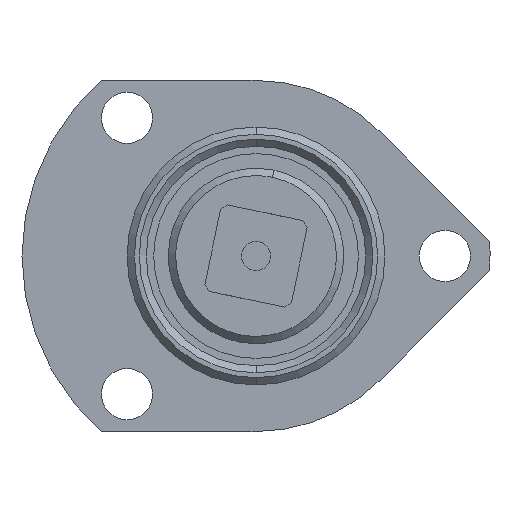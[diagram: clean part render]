
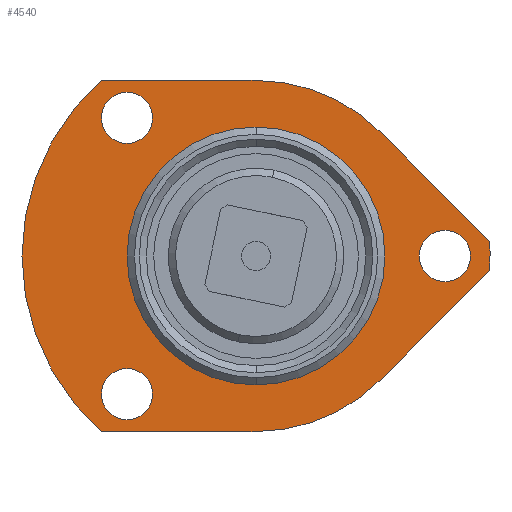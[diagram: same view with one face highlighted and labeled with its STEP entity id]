
A CAD part, left-side view. The second image highlights one B-rep face of the part: STEP entity #4540.
In plain terms, the highlighted planar face has unit normal (-1, 0, 0).
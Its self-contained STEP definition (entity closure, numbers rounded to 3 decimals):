
#84 = EDGE_CURVE ( 'NONE', #2968, #2553, #472, .T. ) ;
#141 = VERTEX_POINT ( 'NONE', #2624 ) ;
#148 = LINE ( 'NONE', #462, #2530 ) ;
#250 = AXIS2_PLACEMENT_3D ( 'NONE', #4096, #1827, #4479 ) ;
#262 = DIRECTION ( 'NONE',  ( 0., 0., -1. ) ) ;
#429 = VERTEX_POINT ( 'NONE', #2799 ) ;
#442 = AXIS2_PLACEMENT_3D ( 'NONE', #2024, #4674, #2404 ) ;
#462 = CARTESIAN_POINT ( 'NONE',  ( 0., 0., 19.05 ) ) ;
#472 = CIRCLE ( 'NONE', #4169, 2.778 ) ;
#501 = FACE_BOUND ( 'NONE', #2137, .T. ) ;
#504 = CIRCLE ( 'NONE', #442, 13.995 ) ;
#570 = CIRCLE ( 'NONE', #2520, 25.4 ) ;
#578 = CARTESIAN_POINT ( 'NONE',  ( 0., -13.47, -13.47 ) ) ;
#631 = LINE ( 'NONE', #1504, #751 ) ;
#716 = CARTESIAN_POINT ( 'NONE',  ( 0., 14., -15. ) ) ;
#751 = VECTOR ( 'NONE', #3775, 1000. ) ;
#780 = ORIENTED_EDGE ( 'NONE', *, *, #2877, .F. ) ;
#813 = DIRECTION ( 'NONE',  ( 1., 0., 0. ) ) ;
#824 = CARTESIAN_POINT ( 'NONE',  ( 0., -25.35, -1.591 ) ) ;
#835 = CARTESIAN_POINT ( 'NONE',  ( 0., -20.5, -2.778 ) ) ;
#869 = DIRECTION ( 'NONE',  ( -1., 0., 0. ) ) ;
#903 = CARTESIAN_POINT ( 'NONE',  ( 0., -20.5, 0. ) ) ;
#923 = AXIS2_PLACEMENT_3D ( 'NONE', #1652, #4310, #2039 ) ;
#968 = DIRECTION ( 'NONE',  ( 1., 0., 0. ) ) ;
#1092 = DIRECTION ( 'NONE',  ( 0., 0., 1. ) ) ;
#1174 = AXIS2_PLACEMENT_3D ( 'NONE', #903, #3546, #1280 ) ;
#1279 = CIRCLE ( 'NONE', #4149, 25.4 ) ;
#1280 = DIRECTION ( 'NONE',  ( 0., 0., 1. ) ) ;
#1289 = CARTESIAN_POINT ( 'NONE',  ( 0., 14., -17.778 ) ) ;
#1344 = DIRECTION ( 'NONE',  ( -1., 0., 0. ) ) ;
#1361 = VERTEX_POINT ( 'NONE', #2211 ) ;
#1449 = CIRCLE ( 'NONE', #3977, 2.778 ) ;
#1454 = EDGE_CURVE ( 'NONE', #2967, #3090, #3063, .T. ) ;
#1504 = CARTESIAN_POINT ( 'NONE',  ( 0., 0., -19.05 ) ) ;
#1515 = LINE ( 'NONE', #2733, #3648 ) ;
#1556 = CARTESIAN_POINT ( 'NONE',  ( 0., 14., 12.222 ) ) ;
#1577 = CARTESIAN_POINT ( 'NONE',  ( 0., 14., 15. ) ) ;
#1652 = CARTESIAN_POINT ( 'NONE',  ( 0., 14., 15. ) ) ;
#1749 = EDGE_LOOP ( 'NONE', ( #1786, #3818 ) ) ;
#1761 = CARTESIAN_POINT ( 'NONE',  ( 0., -25.35, 1.591 ) ) ;
#1786 = ORIENTED_EDGE ( 'NONE', *, *, #4866, .F. ) ;
#1810 = CIRCLE ( 'NONE', #1174, 2.778 ) ;
#1827 = DIRECTION ( 'NONE',  ( -1., 0., 0. ) ) ;
#1860 = CARTESIAN_POINT ( 'NONE',  ( 0., 0., 0. ) ) ;
#1880 = CARTESIAN_POINT ( 'NONE',  ( 0., -25.35, 1.591 ) ) ;
#1962 = DIRECTION ( 'NONE',  ( 0., 0., 1. ) ) ;
#1964 = ORIENTED_EDGE ( 'NONE', *, *, #2721, .T. ) ;
#2024 = CARTESIAN_POINT ( 'NONE',  ( 0., 0., 0. ) ) ;
#2039 = DIRECTION ( 'NONE',  ( 0., 0., 1. ) ) ;
#2043 = AXIS2_PLACEMENT_3D ( 'NONE', #1860, #4512, #2250 ) ;
#2067 = CARTESIAN_POINT ( 'NONE',  ( 0., 0., -13.995 ) ) ;
#2113 = VERTEX_POINT ( 'NONE', #1761 ) ;
#2122 = VERTEX_POINT ( 'NONE', #4055 ) ;
#2137 = EDGE_LOOP ( 'NONE', ( #4728, #2570 ) ) ;
#2158 = EDGE_LOOP ( 'NONE', ( #4462, #780 ) ) ;
#2192 = CIRCLE ( 'NONE', #250, 19.05 ) ;
#2198 = CARTESIAN_POINT ( 'NONE',  ( 0., 0., 0. ) ) ;
#2202 = ORIENTED_EDGE ( 'NONE', *, *, #3454, .T. ) ;
#2211 = CARTESIAN_POINT ( 'NONE',  ( 0., 14., 17.778 ) ) ;
#2250 = DIRECTION ( 'NONE',  ( 0., 0., -1. ) ) ;
#2329 = VERTEX_POINT ( 'NONE', #1556 ) ;
#2374 = EDGE_CURVE ( 'NONE', #1361, #2329, #4670, .T. ) ;
#2385 = EDGE_CURVE ( 'NONE', #3646, #4212, #1515, .T. ) ;
#2404 = DIRECTION ( 'NONE',  ( 0., 0., -1. ) ) ;
#2425 = CIRCLE ( 'NONE', #4424, 19.05 ) ;
#2443 = CARTESIAN_POINT ( 'NONE',  ( 0., 14., -12.222 ) ) ;
#2459 = CARTESIAN_POINT ( 'NONE',  ( 0., 0., 19.05 ) ) ;
#2520 = AXIS2_PLACEMENT_3D ( 'NONE', #3245, #968, #3616 ) ;
#2521 = CARTESIAN_POINT ( 'NONE',  ( 0., 0., -19.05 ) ) ;
#2530 = VECTOR ( 'NONE', #3110, 1000. ) ;
#2547 = DIRECTION ( 'NONE',  ( 1., 0., 0. ) ) ;
#2553 = VERTEX_POINT ( 'NONE', #2443 ) ;
#2570 = ORIENTED_EDGE ( 'NONE', *, *, #4073, .T. ) ;
#2572 = DIRECTION ( 'NONE',  ( 0., 0., 1. ) ) ;
#2624 = CARTESIAN_POINT ( 'NONE',  ( 0., 16.801, 19.05 ) ) ;
#2652 = VECTOR ( 'NONE', #4152, 1000. ) ;
#2710 = EDGE_CURVE ( 'NONE', #429, #3621, #2425, .T. ) ;
#2721 = EDGE_CURVE ( 'NONE', #3095, #3646, #2192, .T. ) ;
#2733 = CARTESIAN_POINT ( 'NONE',  ( 0., -25.35, -1.591 ) ) ;
#2735 = AXIS2_PLACEMENT_3D ( 'NONE', #4818, #2547, #262 ) ;
#2799 = CARTESIAN_POINT ( 'NONE',  ( 0., -13.47, 13.47 ) ) ;
#2809 = ORIENTED_EDGE ( 'NONE', *, *, #3659, .F. ) ;
#2826 = CIRCLE ( 'NONE', #3560, 2.778 ) ;
#2862 = EDGE_LOOP ( 'NONE', ( #3705, #3325 ) ) ;
#2877 = EDGE_CURVE ( 'NONE', #4668, #3157, #2826, .T. ) ;
#2967 = VERTEX_POINT ( 'NONE', #2067 ) ;
#2968 = VERTEX_POINT ( 'NONE', #1289 ) ;
#3063 = CIRCLE ( 'NONE', #2735, 13.995 ) ;
#3074 = CARTESIAN_POINT ( 'NONE',  ( 0., 0., 0. ) ) ;
#3090 = VERTEX_POINT ( 'NONE', #4797 ) ;
#3095 = VERTEX_POINT ( 'NONE', #2521 ) ;
#3110 = DIRECTION ( 'NONE',  ( 0., 1., 0. ) ) ;
#3111 = DIRECTION ( 'NONE',  ( 0., -0.707, 0.707 ) ) ;
#3135 = CARTESIAN_POINT ( 'NONE',  ( 0., -20.5, 0. ) ) ;
#3157 = VERTEX_POINT ( 'NONE', #4827 ) ;
#3245 = CARTESIAN_POINT ( 'NONE',  ( 0., 0., 0. ) ) ;
#3307 = EDGE_CURVE ( 'NONE', #2113, #429, #4790, .T. ) ;
#3323 = EDGE_CURVE ( 'NONE', #2122, #3095, #631, .T. ) ;
#3325 = ORIENTED_EDGE ( 'NONE', *, *, #4754, .F. ) ;
#3364 = DIRECTION ( 'NONE',  ( -1., 0., 0. ) ) ;
#3414 = EDGE_CURVE ( 'NONE', #2122, #141, #1279, .T. ) ;
#3454 = EDGE_CURVE ( 'NONE', #3621, #141, #148, .T. ) ;
#3457 = DIRECTION ( 'NONE',  ( 0., 0., -1. ) ) ;
#3510 = DIRECTION ( 'NONE',  ( 0., 0., 1. ) ) ;
#3519 = FACE_OUTER_BOUND ( 'NONE', #4218, .T. ) ;
#3546 = DIRECTION ( 'NONE',  ( -1., 0., 0. ) ) ;
#3557 = ORIENTED_EDGE ( 'NONE', *, *, #2710, .T. ) ;
#3560 = AXIS2_PLACEMENT_3D ( 'NONE', #3135, #869, #3510 ) ;
#3605 = CARTESIAN_POINT ( 'NONE',  ( 0., 14., -15. ) ) ;
#3616 = DIRECTION ( 'NONE',  ( 0., 0., -1. ) ) ;
#3617 = ORIENTED_EDGE ( 'NONE', *, *, #2385, .T. ) ;
#3621 = VERTEX_POINT ( 'NONE', #2459 ) ;
#3638 = FACE_BOUND ( 'NONE', #1749, .T. ) ;
#3646 = VERTEX_POINT ( 'NONE', #578 ) ;
#3648 = VECTOR ( 'NONE', #3111, 1000. ) ;
#3659 = EDGE_CURVE ( 'NONE', #2113, #4212, #570, .T. ) ;
#3705 = ORIENTED_EDGE ( 'NONE', *, *, #2374, .F. ) ;
#3735 = PLANE ( 'NONE',  #2043 ) ;
#3750 = AXIS2_PLACEMENT_3D ( 'NONE', #1577, #4238, #1962 ) ;
#3775 = DIRECTION ( 'NONE',  ( 0., -1., 0. ) ) ;
#3818 = ORIENTED_EDGE ( 'NONE', *, *, #84, .F. ) ;
#3945 = CIRCLE ( 'NONE', #923, 2.778 ) ;
#3977 = AXIS2_PLACEMENT_3D ( 'NONE', #3605, #1344, #4008 ) ;
#4008 = DIRECTION ( 'NONE',  ( 0., 0., 1. ) ) ;
#4055 = CARTESIAN_POINT ( 'NONE',  ( 0., 16.801, -19.05 ) ) ;
#4073 = EDGE_CURVE ( 'NONE', #3090, #2967, #504, .T. ) ;
#4096 = CARTESIAN_POINT ( 'NONE',  ( 0., 0., 0. ) ) ;
#4149 = AXIS2_PLACEMENT_3D ( 'NONE', #3074, #813, #3457 ) ;
#4152 = DIRECTION ( 'NONE',  ( 0., 0.707, 0.707 ) ) ;
#4169 = AXIS2_PLACEMENT_3D ( 'NONE', #716, #3364, #1092 ) ;
#4212 = VERTEX_POINT ( 'NONE', #824 ) ;
#4218 = EDGE_LOOP ( 'NONE', ( #2202, #4522, #4589, #1964, #3617, #2809, #4335, #3557 ) ) ;
#4238 = DIRECTION ( 'NONE',  ( -1., 0., 0. ) ) ;
#4310 = DIRECTION ( 'NONE',  ( -1., 0., 0. ) ) ;
#4335 = ORIENTED_EDGE ( 'NONE', *, *, #3307, .T. ) ;
#4417 = FACE_BOUND ( 'NONE', #2862, .T. ) ;
#4424 = AXIS2_PLACEMENT_3D ( 'NONE', #2198, #4841, #2572 ) ;
#4462 = ORIENTED_EDGE ( 'NONE', *, *, #4767, .F. ) ;
#4479 = DIRECTION ( 'NONE',  ( 0., 0., 1. ) ) ;
#4512 = DIRECTION ( 'NONE',  ( 1., 0., 0. ) ) ;
#4522 = ORIENTED_EDGE ( 'NONE', *, *, #3414, .F. ) ;
#4540 = ADVANCED_FACE ( 'NONE', ( #3638, #4898, #501, #3519, #4417 ), #3735, .F. ) ;
#4589 = ORIENTED_EDGE ( 'NONE', *, *, #3323, .T. ) ;
#4668 = VERTEX_POINT ( 'NONE', #835 ) ;
#4670 = CIRCLE ( 'NONE', #3750, 2.778 ) ;
#4674 = DIRECTION ( 'NONE',  ( 1., 0., 0. ) ) ;
#4728 = ORIENTED_EDGE ( 'NONE', *, *, #1454, .T. ) ;
#4754 = EDGE_CURVE ( 'NONE', #2329, #1361, #3945, .T. ) ;
#4767 = EDGE_CURVE ( 'NONE', #3157, #4668, #1810, .T. ) ;
#4790 = LINE ( 'NONE', #1880, #2652 ) ;
#4797 = CARTESIAN_POINT ( 'NONE',  ( 0., 0., 13.995 ) ) ;
#4818 = CARTESIAN_POINT ( 'NONE',  ( 0., 0., 0. ) ) ;
#4827 = CARTESIAN_POINT ( 'NONE',  ( 0., -20.5, 2.778 ) ) ;
#4841 = DIRECTION ( 'NONE',  ( -1., 0., 0. ) ) ;
#4866 = EDGE_CURVE ( 'NONE', #2553, #2968, #1449, .T. ) ;
#4898 = FACE_BOUND ( 'NONE', #2158, .T. ) ;
